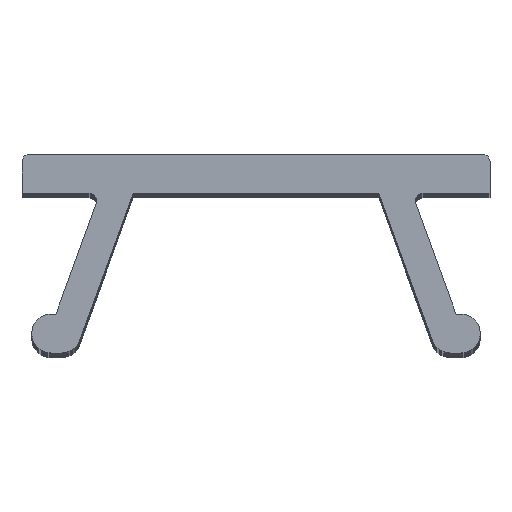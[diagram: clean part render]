
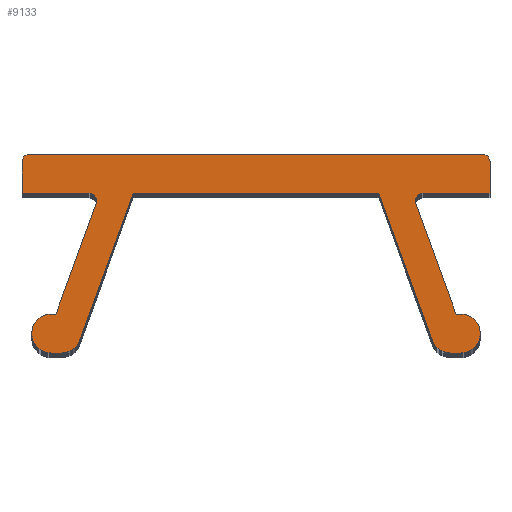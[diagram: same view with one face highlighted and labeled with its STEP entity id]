
A CAD part, top view. The second image highlights one B-rep face of the part: STEP entity #9133.
In plain terms, the highlighted planar face has unit normal (0, 0, 1).
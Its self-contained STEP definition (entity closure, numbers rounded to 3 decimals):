
#3229=DIRECTION('',(1.,0.,0.));
#3230=VECTOR('',#3229,6.3);
#3231=CARTESIAN_POINT('',(-3.15,4.1,67.9));
#3232=LINE('',#3231,#3230);
#3233=DIRECTION('',(0.342,0.94,0.));
#3234=VECTOR('',#3233,4.013);
#3235=CARTESIAN_POINT('',(-4.523,0.329,67.9));
#3236=LINE('',#3235,#3234);
#3237=CARTESIAN_POINT('',(-4.992,0.5,67.9));
#3238=DIRECTION('',(0.,0.,1.));
#3239=DIRECTION('',(0.,-1.,0.));
#3240=AXIS2_PLACEMENT_3D('',#3237,#3238,#3239);
#3242=DIRECTION('',(1.,0.,0.));
#3243=VECTOR('',#3242,0.256);
#3244=CARTESIAN_POINT('',(-5.249,0.,67.9));
#3245=LINE('',#3244,#3243);
#3246=CARTESIAN_POINT('',(-5.249,0.5,67.9));
#3247=DIRECTION('',(0.,0.,1.));
#3248=DIRECTION('',(0.,1.,0.));
#3249=AXIS2_PLACEMENT_3D('',#3246,#3247,#3248);
#3251=DIRECTION('',(-1.,0.,0.));
#3252=VECTOR('',#3251,0.119);
#3253=CARTESIAN_POINT('',(-5.13,1.,67.9));
#3254=LINE('',#3253,#3252);
#3255=DIRECTION('',(-0.342,-0.94,0.));
#3256=VECTOR('',#3255,3.013);
#3257=CARTESIAN_POINT('',(-4.099,3.832,67.9));
#3258=LINE('',#3257,#3256);
#3259=CARTESIAN_POINT('',(-4.287,3.9,67.9));
#3260=DIRECTION('',(0.,0.,-1.));
#3261=DIRECTION('',(0.,1.,0.));
#3262=AXIS2_PLACEMENT_3D('',#3259,#3260,#3261);
#3264=DIRECTION('',(1.,0.,0.));
#3265=VECTOR('',#3264,1.713);
#3266=CARTESIAN_POINT('',(-6.,4.1,67.9));
#3267=LINE('',#3266,#3265);
#3268=DIRECTION('',(0.,-1.,0.));
#3269=VECTOR('',#3268,0.8);
#3270=CARTESIAN_POINT('',(-6.,4.9,67.9));
#3271=LINE('',#3270,#3269);
#3272=CARTESIAN_POINT('',(-5.8,4.9,67.9));
#3273=DIRECTION('',(0.,0.,1.));
#3274=DIRECTION('',(0.,1.,0.));
#3275=AXIS2_PLACEMENT_3D('',#3272,#3273,#3274);
#3277=DIRECTION('',(-1.,0.,0.));
#3278=VECTOR('',#3277,11.6);
#3279=CARTESIAN_POINT('',(5.8,5.1,67.9));
#3280=LINE('',#3279,#3278);
#3281=CARTESIAN_POINT('',(5.8,4.9,67.9));
#3282=DIRECTION('',(0.,0.,1.));
#3283=DIRECTION('',(1.,0.,0.));
#3284=AXIS2_PLACEMENT_3D('',#3281,#3282,#3283);
#3286=DIRECTION('',(0.,1.,0.));
#3287=VECTOR('',#3286,0.8);
#3288=CARTESIAN_POINT('',(6.,4.1,67.9));
#3289=LINE('',#3288,#3287);
#3290=DIRECTION('',(1.,0.,0.));
#3291=VECTOR('',#3290,1.713);
#3292=CARTESIAN_POINT('',(4.287,4.1,67.9));
#3293=LINE('',#3292,#3291);
#3294=CARTESIAN_POINT('',(4.287,3.9,67.9));
#3295=DIRECTION('',(0.,0.,-1.));
#3296=DIRECTION('',(-0.94,-0.342,0.));
#3297=AXIS2_PLACEMENT_3D('',#3294,#3295,#3296);
#3299=DIRECTION('',(-0.342,0.94,0.));
#3300=VECTOR('',#3299,3.013);
#3301=CARTESIAN_POINT('',(5.13,1.,67.9));
#3302=LINE('',#3301,#3300);
#3303=DIRECTION('',(-1.,0.,0.));
#3304=VECTOR('',#3303,0.119);
#3305=CARTESIAN_POINT('',(5.249,1.,67.9));
#3306=LINE('',#3305,#3304);
#3307=CARTESIAN_POINT('',(5.249,0.5,67.9));
#3308=DIRECTION('',(0.,0.,1.));
#3309=DIRECTION('',(0.,-1.,0.));
#3310=AXIS2_PLACEMENT_3D('',#3307,#3308,#3309);
#3312=DIRECTION('',(1.,0.,0.));
#3313=VECTOR('',#3312,0.256);
#3314=CARTESIAN_POINT('',(4.992,0.,67.9));
#3315=LINE('',#3314,#3313);
#3316=CARTESIAN_POINT('',(4.992,0.5,67.9));
#3317=DIRECTION('',(0.,0.,1.));
#3318=DIRECTION('',(-0.94,-0.342,0.));
#3319=AXIS2_PLACEMENT_3D('',#3316,#3317,#3318);
#3321=DIRECTION('',(0.342,-0.94,0.));
#3322=VECTOR('',#3321,4.013);
#3323=CARTESIAN_POINT('',(3.15,4.1,67.9));
#3324=LINE('',#3323,#3322);
#4457=CARTESIAN_POINT('',(-3.15,4.1,67.9));
#4458=CARTESIAN_POINT('',(3.15,4.1,67.9));
#4459=VERTEX_POINT('',#4457);
#4460=VERTEX_POINT('',#4458);
#4461=CARTESIAN_POINT('',(4.523,0.329,67.9));
#4462=VERTEX_POINT('',#4461);
#4463=CARTESIAN_POINT('',(4.992,0.,67.9));
#4464=VERTEX_POINT('',#4463);
#4465=CARTESIAN_POINT('',(5.249,0.,67.9));
#4466=VERTEX_POINT('',#4465);
#4467=CARTESIAN_POINT('',(5.249,1.,67.9));
#4468=VERTEX_POINT('',#4467);
#4469=CARTESIAN_POINT('',(5.13,1.,67.9));
#4470=VERTEX_POINT('',#4469);
#4471=CARTESIAN_POINT('',(4.099,3.832,67.9));
#4472=VERTEX_POINT('',#4471);
#4473=CARTESIAN_POINT('',(4.287,4.1,67.9));
#4474=VERTEX_POINT('',#4473);
#4475=CARTESIAN_POINT('',(6.,4.1,67.9));
#4476=VERTEX_POINT('',#4475);
#4477=CARTESIAN_POINT('',(6.,4.9,67.9));
#4478=VERTEX_POINT('',#4477);
#4479=CARTESIAN_POINT('',(5.8,5.1,67.9));
#4480=VERTEX_POINT('',#4479);
#4481=CARTESIAN_POINT('',(-5.8,5.1,67.9));
#4482=VERTEX_POINT('',#4481);
#4483=CARTESIAN_POINT('',(-6.,4.9,67.9));
#4484=VERTEX_POINT('',#4483);
#4485=CARTESIAN_POINT('',(-6.,4.1,67.9));
#4486=VERTEX_POINT('',#4485);
#4487=CARTESIAN_POINT('',(-4.287,4.1,67.9));
#4488=VERTEX_POINT('',#4487);
#4489=CARTESIAN_POINT('',(-4.099,3.832,67.9));
#4490=VERTEX_POINT('',#4489);
#4491=CARTESIAN_POINT('',(-5.13,1.,67.9));
#4492=VERTEX_POINT('',#4491);
#4493=CARTESIAN_POINT('',(-5.249,1.,67.9));
#4494=VERTEX_POINT('',#4493);
#4495=CARTESIAN_POINT('',(-5.249,0.,67.9));
#4496=VERTEX_POINT('',#4495);
#4497=CARTESIAN_POINT('',(-4.992,0.,67.9));
#4498=VERTEX_POINT('',#4497);
#4499=CARTESIAN_POINT('',(-4.523,0.329,67.9));
#4500=VERTEX_POINT('',#4499);
#9084=CARTESIAN_POINT('',(0.,0.,67.9));
#9085=DIRECTION('',(0.,0.,1.));
#9086=DIRECTION('',(1.,0.,0.));
#9087=AXIS2_PLACEMENT_3D('',#9084,#9085,#9086);
#9088=PLANE('',#9087);
#9090=ORIENTED_EDGE('',*,*,#9089,.F.);
#9092=ORIENTED_EDGE('',*,*,#9091,.F.);
#9094=ORIENTED_EDGE('',*,*,#9093,.F.);
#9096=ORIENTED_EDGE('',*,*,#9095,.F.);
#9098=ORIENTED_EDGE('',*,*,#9097,.F.);
#9100=ORIENTED_EDGE('',*,*,#9099,.F.);
#9102=ORIENTED_EDGE('',*,*,#9101,.F.);
#9104=ORIENTED_EDGE('',*,*,#9103,.F.);
#9106=ORIENTED_EDGE('',*,*,#9105,.F.);
#9108=ORIENTED_EDGE('',*,*,#9107,.F.);
#9109=ORIENTED_EDGE('',*,*,#9075,.F.);
#9110=ORIENTED_EDGE('',*,*,#5079,.F.);
#9112=ORIENTED_EDGE('',*,*,#9111,.F.);
#9114=ORIENTED_EDGE('',*,*,#9113,.F.);
#9116=ORIENTED_EDGE('',*,*,#9115,.F.);
#9118=ORIENTED_EDGE('',*,*,#9117,.F.);
#9120=ORIENTED_EDGE('',*,*,#9119,.F.);
#9122=ORIENTED_EDGE('',*,*,#9121,.F.);
#9124=ORIENTED_EDGE('',*,*,#9123,.F.);
#9126=ORIENTED_EDGE('',*,*,#9125,.F.);
#9128=ORIENTED_EDGE('',*,*,#9127,.F.);
#9130=ORIENTED_EDGE('',*,*,#9129,.F.);
#9131=EDGE_LOOP('',(#9090,#9092,#9094,#9096,#9098,#9100,#9102,#9104,#9106,#9108,
#9109,#9110,#9112,#9114,#9116,#9118,#9120,#9122,#9124,#9126,#9128,#9130));
#9132=FACE_OUTER_BOUND('',#9131,.F.);
#9133=ADVANCED_FACE('',(#9132),#9088,.T.);
#3241=CIRCLE('',#3240,0.5);
#3250=CIRCLE('',#3249,0.5);
#3263=CIRCLE('',#3262,0.2);
#3276=CIRCLE('',#3275,0.2);
#3285=CIRCLE('',#3284,0.2);
#3298=CIRCLE('',#3297,0.2);
#3311=CIRCLE('',#3310,0.5);
#3320=CIRCLE('',#3319,0.5);
#5079=EDGE_CURVE('',#4480,#4482,#3280,.T.);
#9075=EDGE_CURVE('',#4482,#4484,#3276,.T.);
#9089=EDGE_CURVE('',#4459,#4460,#3232,.T.);
#9091=EDGE_CURVE('',#4500,#4459,#3236,.T.);
#9093=EDGE_CURVE('',#4498,#4500,#3241,.T.);
#9095=EDGE_CURVE('',#4496,#4498,#3245,.T.);
#9097=EDGE_CURVE('',#4494,#4496,#3250,.T.);
#9099=EDGE_CURVE('',#4492,#4494,#3254,.T.);
#9101=EDGE_CURVE('',#4490,#4492,#3258,.T.);
#9103=EDGE_CURVE('',#4488,#4490,#3263,.T.);
#9105=EDGE_CURVE('',#4486,#4488,#3267,.T.);
#9107=EDGE_CURVE('',#4484,#4486,#3271,.T.);
#9111=EDGE_CURVE('',#4478,#4480,#3285,.T.);
#9113=EDGE_CURVE('',#4476,#4478,#3289,.T.);
#9115=EDGE_CURVE('',#4474,#4476,#3293,.T.);
#9117=EDGE_CURVE('',#4472,#4474,#3298,.T.);
#9119=EDGE_CURVE('',#4470,#4472,#3302,.T.);
#9121=EDGE_CURVE('',#4468,#4470,#3306,.T.);
#9123=EDGE_CURVE('',#4466,#4468,#3311,.T.);
#9125=EDGE_CURVE('',#4464,#4466,#3315,.T.);
#9127=EDGE_CURVE('',#4462,#4464,#3320,.T.);
#9129=EDGE_CURVE('',#4460,#4462,#3324,.T.);
